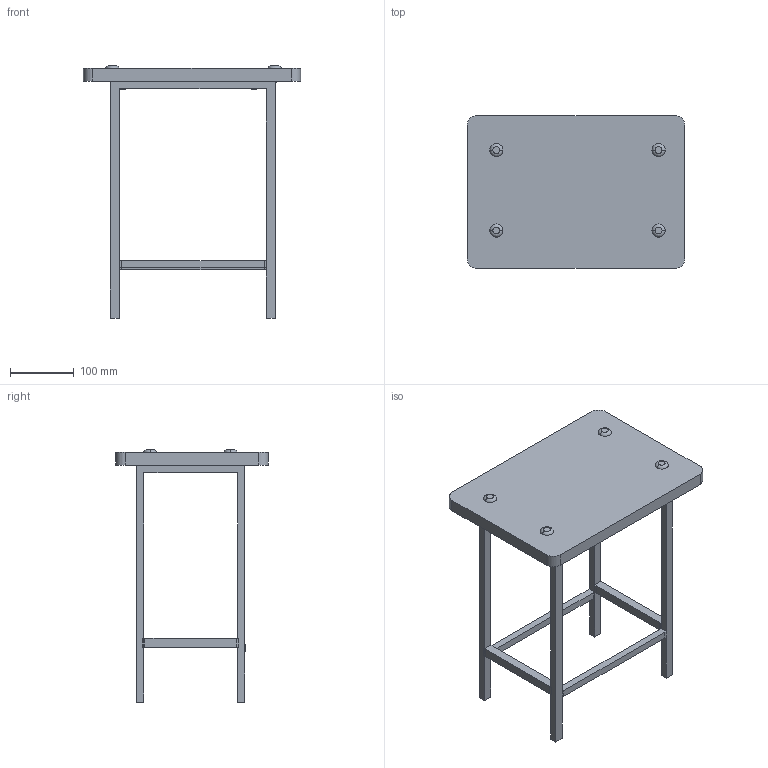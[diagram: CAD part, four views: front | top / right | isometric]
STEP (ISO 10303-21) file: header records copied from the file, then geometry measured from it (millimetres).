
FILE_DESCRIPTION (( 'STEP AP203' ), '1' );
FILE_NAME ('錨璃11淏宒唳赽.STEP', '2025-01-17T13:03:59', ( '' ), ( '' ), 'SwSTEP 2.0', 'SolidWorks 2024', '' );
FILE_SCHEMA (( 'CONFIG_CONTROL_DESIGN' ));
Length unit declared in the file: millimetre
Products named in the file (1): 零件11正式版子
Bounding box: 341 x 240 x 396 mm (x, y, z)
Volume: 2104954.1 mm3; surface area: 315719.8 mm2
Topology: 1 solids, 1 shells, 130 faces, 355 edges, 226 vertices
Faces by surface type: plane 109, cylinder 13, torus 8
Entity records: 4130 total; most frequent: CARTESIAN_POINT 712, ORIENTED_EDGE 710, DIRECTION 667, EDGE_CURVE 355, LINE 305, VECTOR 305, VERTEX_POINT 226, AXIS2_PLACEMENT_3D 181
